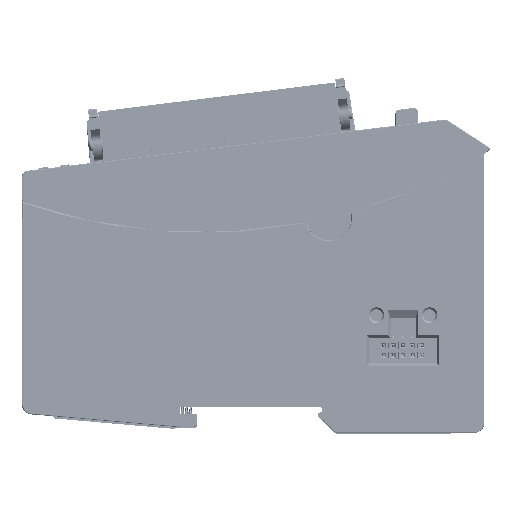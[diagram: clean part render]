
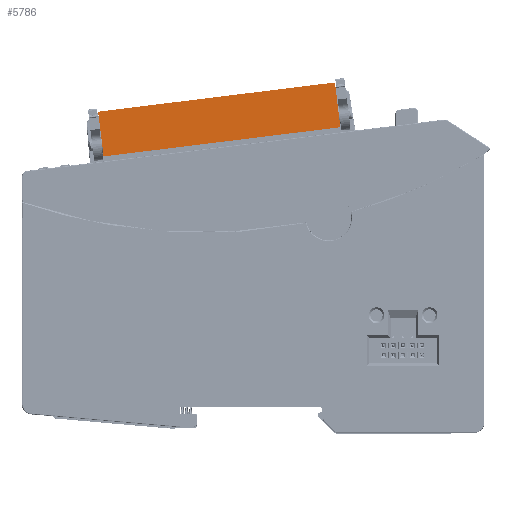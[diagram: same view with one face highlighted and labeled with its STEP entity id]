
A CAD part, top view. The second image highlights one B-rep face of the part: STEP entity #5786.
In plain terms, the highlighted planar face has unit normal (0, 0, 1).
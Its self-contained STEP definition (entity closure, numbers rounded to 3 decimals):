
#5786 = ADVANCED_FACE ( 'NONE', ( #72973 ), #146848, .T. ) ;
#13393 = ORIENTED_EDGE ( 'NONE', *, *, #140796, .T. ) ;
#17632 = CARTESIAN_POINT ( 'NONE',  ( -97.094, 484.242, 268.758 ) ) ;
#18514 = DIRECTION ( 'NONE',  ( 0., 0., 1. ) ) ;
#25435 = CARTESIAN_POINT ( 'NONE',  ( -98.551, 496.053, 268.758 ) ) ;
#37546 = CARTESIAN_POINT ( 'NONE',  ( -56.867, 501.194, 268.758 ) ) ;
#38311 = EDGE_CURVE ( 'NONE', #126948, #153785, #164363, .T. ) ;
#48053 = CARTESIAN_POINT ( 'NONE',  ( -97.094, 484.242, 268.758 ) ) ;
#54814 = CARTESIAN_POINT ( 'NONE',  ( -36.025, 503.765, 268.758 ) ) ;
#55266 = VERTEX_POINT ( 'NONE', #194788 ) ;
#57270 = CARTESIAN_POINT ( 'NONE',  ( -55.41, 489.384, 268.758 ) ) ;
#59259 = EDGE_CURVE ( 'NONE', #55266, #128262, #221390, .T. ) ;
#71850 = CARTESIAN_POINT ( 'NONE',  ( -34.568, 491.954, 268.758 ) ) ;
#72726 = ORIENTED_EDGE ( 'NONE', *, *, #38311, .T. ) ;
#72973 = FACE_OUTER_BOUND ( 'NONE', #81531, .T. ) ;
#74461 = CARTESIAN_POINT ( 'NONE',  ( -98.551, 496.053, 268.758 ) ) ;
#81531 = EDGE_LOOP ( 'NONE', ( #13393, #72726, #163418, #214058 ) ) ;
#88415 = CARTESIAN_POINT ( 'NONE',  ( -77.709, 498.623, 268.758 ) ) ;
#91472 = CARTESIAN_POINT ( 'NONE',  ( -97.58, 488.179, 268.758 ) ) ;
#93631 = CARTESIAN_POINT ( 'NONE',  ( -97.094, 484.242, 268.758 ) ) ;
#94414 = CARTESIAN_POINT ( 'NONE',  ( -35.054, 495.891, 268.758 ) ) ;
#98867 = B_SPLINE_CURVE_WITH_KNOTS ( 'NONE', 3,
 ( #107814, #94414, #165867, #112545 ),
 .UNSPECIFIED., .F., .F.,
 ( 4, 4 ),
 ( 0., 1. ),
 .UNSPECIFIED. ) ;
#107814 = CARTESIAN_POINT ( 'NONE',  ( -34.568, 491.954, 268.758 ) ) ;
#112545 = CARTESIAN_POINT ( 'NONE',  ( -36.025, 503.765, 268.758 ) ) ;
#118921 = AXIS2_PLACEMENT_3D ( 'NONE', #54814, #18514, #128672 ) ;
#126948 = VERTEX_POINT ( 'NONE', #199873 ) ;
#128262 = VERTEX_POINT ( 'NONE', #48053 ) ;
#128672 = DIRECTION ( 'NONE',  ( 1., 0., 0. ) ) ;
#129523 = CARTESIAN_POINT ( 'NONE',  ( -36.025, 503.765, 268.758 ) ) ;
#131109 = CARTESIAN_POINT ( 'NONE',  ( -76.252, 486.813, 268.758 ) ) ;
#140796 = EDGE_CURVE ( 'NONE', #55266, #126948, #98867, .T. ) ;
#146848 = PLANE ( 'NONE',  #118921 ) ;
#153785 = VERTEX_POINT ( 'NONE', #25435 ) ;
#162282 = CARTESIAN_POINT ( 'NONE',  ( -98.551, 496.053, 268.758 ) ) ;
#163418 = ORIENTED_EDGE ( 'NONE', *, *, #213621, .T. ) ;
#164363 = B_SPLINE_CURVE_WITH_KNOTS ( 'NONE', 3,
 ( #129523, #37546, #88415, #162282 ),
 .UNSPECIFIED., .F., .F.,
 ( 4, 4 ),
 ( 0., 1. ),
 .UNSPECIFIED. ) ;
#165867 = CARTESIAN_POINT ( 'NONE',  ( -35.539, 499.828, 268.758 ) ) ;
#181605 = B_SPLINE_CURVE_WITH_KNOTS ( 'NONE', 3,
 ( #74461, #184564, #91472, #17632 ),
 .UNSPECIFIED., .F., .F.,
 ( 4, 4 ),
 ( 0., 1. ),
 .UNSPECIFIED. ) ;
#184564 = CARTESIAN_POINT ( 'NONE',  ( -98.066, 492.116, 268.758 ) ) ;
#194788 = CARTESIAN_POINT ( 'NONE',  ( -34.568, 491.954, 268.758 ) ) ;
#199873 = CARTESIAN_POINT ( 'NONE',  ( -36.025, 503.765, 268.758 ) ) ;
#213621 = EDGE_CURVE ( 'NONE', #153785, #128262, #181605, .T. ) ;
#214058 = ORIENTED_EDGE ( 'NONE', *, *, #59259, .F. ) ;
#221390 = B_SPLINE_CURVE_WITH_KNOTS ( 'NONE', 3,
 ( #71850, #57270, #131109, #93631 ),
 .UNSPECIFIED., .F., .F.,
 ( 4, 4 ),
 ( 0., 1. ),
 .UNSPECIFIED. ) ;
